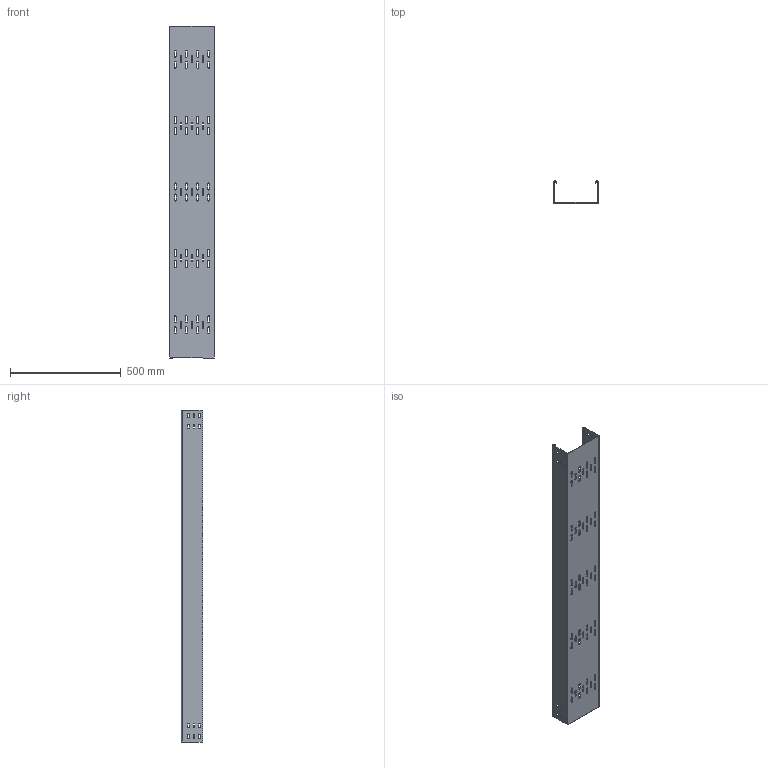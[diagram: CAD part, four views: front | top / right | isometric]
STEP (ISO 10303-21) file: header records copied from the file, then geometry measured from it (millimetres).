
FILE_DESCRIPTION (( 'STEP AP214' ), '1' );
FILE_NAME ('6061972.STEP', '2019-11-27T08:12:08', ( '' ), ( '' ), 'SwSTEP 2.0', 'SolidWorks 2018', '' );
FILE_SCHEMA (( 'AUTOMOTIVE_DESIGN' ));
Length unit declared in the file: millimetre
Products named in the file (1): 6061972
Bounding box: 200 x 98 x 1500 mm (x, y, z)
Volume: 1222549.2 mm3; surface area: 1240441.5 mm2
Topology: 1 solids, 1 shells, 405 faces, 1193 edges, 790 vertices
Faces by surface type: cylinder 217, plane 188
Entity records: 18176 total; most frequent: DIRECTION 2439, CARTESIAN_POINT 2389, ORIENTED_EDGE 2386, EDGE_CURVE 1193, AXIS2_PLACEMENT_3D 840, VERTEX_POINT 790, LINE 759, VECTOR 759
